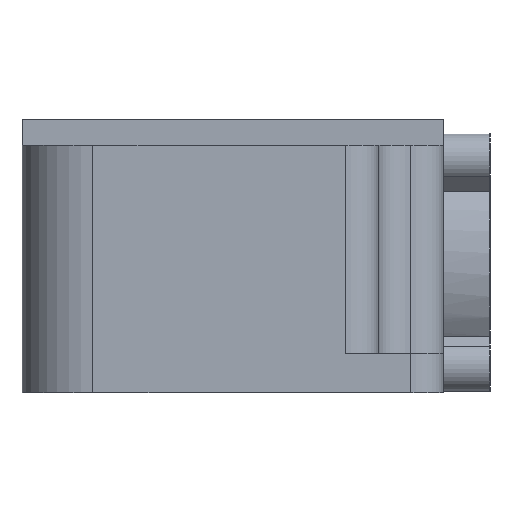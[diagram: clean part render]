
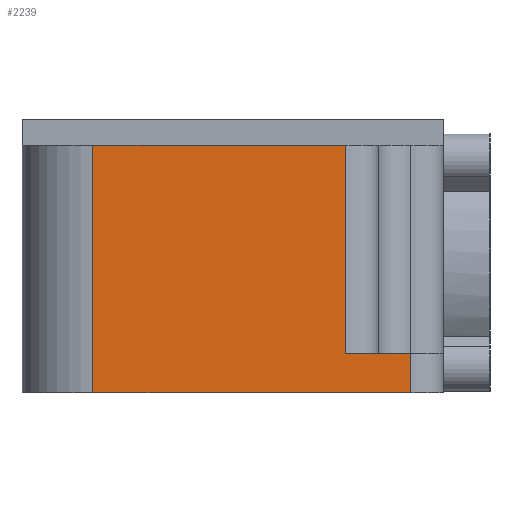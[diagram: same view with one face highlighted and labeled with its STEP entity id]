
A CAD part, left-side view. The second image highlights one B-rep face of the part: STEP entity #2239.
In plain terms, the highlighted planar face has unit normal (-1, 0, 0).
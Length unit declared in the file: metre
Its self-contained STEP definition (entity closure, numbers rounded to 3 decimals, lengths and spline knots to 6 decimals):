
#2239 = ADVANCED_FACE( '', ( #3741 ), #3742, .F. );
#3741 = FACE_OUTER_BOUND( '', #6945, .T. );
#3742 = PLANE( '', #6946 );
#6945 = EDGE_LOOP( '', ( #8331, #8332, #8333, #8334, #8335, #8336 ) );
#6946 = AXIS2_PLACEMENT_3D( '', #8337, #8338, #8339 );
#8331 = ORIENTED_EDGE( '', *, *, #10387, .F. );
#8332 = ORIENTED_EDGE( '', *, *, #10388, .F. );
#8333 = ORIENTED_EDGE( '', *, *, #10389, .F. );
#8334 = ORIENTED_EDGE( '', *, *, #10390, .T. );
#8335 = ORIENTED_EDGE( '', *, *, #10391, .T. );
#8336 = ORIENTED_EDGE( '', *, *, #10386, .F. );
#8337 = CARTESIAN_POINT( '', ( -0.010521, 0.009798, 0.003 ) );
#8338 = DIRECTION( '', ( 1., 0., 0. ) );
#8339 = DIRECTION( '', ( 0., 0., -1. ) );
#10386 = EDGE_CURVE( '', #13582, #13580, #13584, .T. );
#10387 = EDGE_CURVE( '', #13585, #13582, #13586, .T. );
#10388 = EDGE_CURVE( '', #13587, #13585, #13588, .T. );
#10389 = EDGE_CURVE( '', #13589, #13587, #13590, .T. );
#10390 = EDGE_CURVE( '', #13589, #13591, #13592, .T. );
#10391 = EDGE_CURVE( '', #13591, #13580, #13593, .T. );
#13580 = VERTEX_POINT( '', #14777 );
#13582 = VERTEX_POINT( '', #14779 );
#13584 = LINE( '', #14781, #14782 );
#13585 = VERTEX_POINT( '', #14783 );
#13586 = LINE( '', #14784, #14785 );
#13587 = VERTEX_POINT( '', #14786 );
#13588 = LINE( '', #14787, #14788 );
#13589 = VERTEX_POINT( '', #14789 );
#13590 = LINE( '', #14790, #14791 );
#13591 = VERTEX_POINT( '', #14792 );
#13592 = LINE( '', #14793, #14794 );
#13593 = LINE( '', #14795, #14796 );
#14777 = CARTESIAN_POINT( '', ( -0.010521, 0.007298, 0. ) );
#14779 = CARTESIAN_POINT( '', ( -0.010521, 0.007298, 0.003 ) );
#14781 = CARTESIAN_POINT( '', ( -0.010521, 0.007298, 0.003 ) );
#14782 = VECTOR( '', #14947, 1. );
#14783 = CARTESIAN_POINT( '', ( -0.010521, 0.012298, 0.003 ) );
#14784 = CARTESIAN_POINT( '', ( -0.010521, 0.009798, 0.003 ) );
#14785 = VECTOR( '', #14948, 1. );
#14786 = CARTESIAN_POINT( '', ( -0.010521, 0.012298, 0.019 ) );
#14787 = CARTESIAN_POINT( '', ( -0.010521, 0.012298, 0.019 ) );
#14788 = VECTOR( '', #14949, 1. );
#14789 = CARTESIAN_POINT( '', ( -0.010521, 0.031748, 0.019 ) );
#14790 = CARTESIAN_POINT( '', ( -0.010521, 0.022023, 0.019 ) );
#14791 = VECTOR( '', #14950, 1. );
#14792 = CARTESIAN_POINT( '', ( -0.010521, 0.031748, 0. ) );
#14793 = CARTESIAN_POINT( '', ( -0.010521, 0.031748, 0.003 ) );
#14794 = VECTOR( '', #14951, 1. );
#14795 = CARTESIAN_POINT( '', ( -0.010521, 0.009798, 0. ) );
#14796 = VECTOR( '', #14952, 1. );
#14947 = DIRECTION( '', ( 0., 0., -1. ) );
#14948 = DIRECTION( '', ( 0., -1., 0. ) );
#14949 = DIRECTION( '', ( 0., 0., -1. ) );
#14950 = DIRECTION( '', ( 0., -1., 0. ) );
#14951 = DIRECTION( '', ( 0., 0., -1. ) );
#14952 = DIRECTION( '', ( 0., -1., 0. ) );
